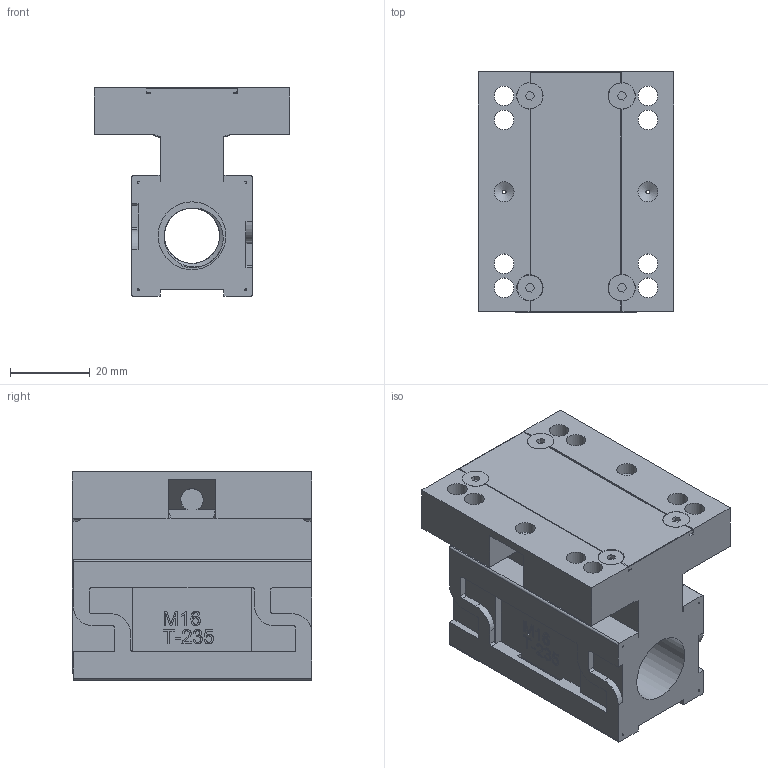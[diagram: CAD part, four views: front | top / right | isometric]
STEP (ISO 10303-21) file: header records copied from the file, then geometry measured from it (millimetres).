
FILE_DESCRIPTION(/* description */ ('Unknown'),/* implementation_level */ '2;1');
FILE_NAME(/* name */ 'A-0000123-Schlitten50-60lg',/* time_stamp */ '2020-03-19T05:54:15+01:00',/* author */ ('Unknown'),/* organization */ ('Unknown'),/* preprocessor_version */ 'ST-DEVELOPER v16.7',/* originating_system */ 'Solid Edge',/* authorisation */ 'Unknown');
FILE_SCHEMA (('AUTOMOTIVE_DESIGN {1 0 10303 214 3 1 1}'));
Length unit declared in the file: millimetre
Products named in the file (1): A-0000123-Schlitten50-60lg-Alu-dy
Bounding box: 49 x 60 x 52.1 mm (x, y, z)
Volume: 73980.8 mm3; surface area: 27512.6 mm2
Topology: 1 solids, 3 shells, 504 faces, 1404 edges, 925 vertices
Faces by surface type: plane 344, cylinder 85, bspline 51, cone 20, torus 4
Full cylindrical faces by diameter (mm): 4.917 x8, 5 x2, 17 x2
Entity records: 25713 total; most frequent: CARTESIAN_POINT 9596, ORIENTED_EDGE 2748, DIRECTION 2314, EDGE_CURVE 1374, LINE 1014, VECTOR 1014, VERTEX_POINT 916, AXIS2_PLACEMENT_3D 650
